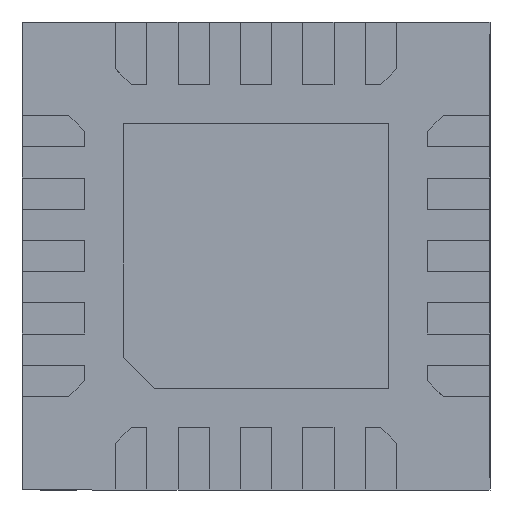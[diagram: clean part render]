
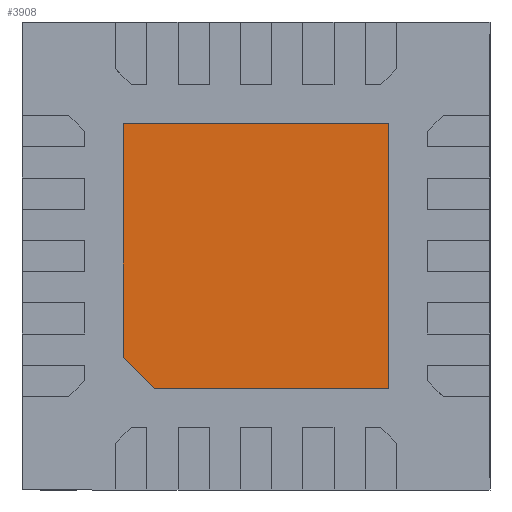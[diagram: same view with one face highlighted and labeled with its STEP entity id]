
A CAD part, front view. The second image highlights one B-rep face of the part: STEP entity #3908.
In plain terms, the highlighted planar face has unit normal (0, -1, 0).
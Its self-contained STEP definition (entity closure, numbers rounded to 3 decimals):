
#666 = EDGE_CURVE ( 'NONE', #6424, #3687, #6225, .T. ) ;
#789 = CARTESIAN_POINT ( 'NONE',  ( -0.85, 0., 0.85 ) ) ;
#2177 = ORIENTED_EDGE ( 'NONE', *, *, #6153, .T. ) ;
#2448 = DIRECTION ( 'NONE',  ( 0.707, 0., -0.707 ) ) ;
#2574 = CARTESIAN_POINT ( 'NONE',  ( -0.65, 0., -0.85 ) ) ;
#3337 = DIRECTION ( 'NONE',  ( 0., 0., -1. ) ) ;
#3687 = VERTEX_POINT ( 'NONE', #789 ) ;
#3908 = ADVANCED_FACE ( 'NONE', ( #12544 ), #9937, .T. ) ;
#4017 = CARTESIAN_POINT ( 'NONE',  ( -0.85, 0., -0.65 ) ) ;
#4029 = CARTESIAN_POINT ( 'NONE',  ( -0.65, 0., -0.85 ) ) ;
#4304 = CARTESIAN_POINT ( 'NONE',  ( -0.85, 0., -0.65 ) ) ;
#5070 = DIRECTION ( 'NONE',  ( -1., 0., 0. ) ) ;
#5108 = CARTESIAN_POINT ( 'NONE',  ( 0.85, 0., 0.85 ) ) ;
#5387 = CARTESIAN_POINT ( 'NONE',  ( 0.85, 0., 0.85 ) ) ;
#5444 = VECTOR ( 'NONE', #6037, 1000. ) ;
#5598 = ORIENTED_EDGE ( 'NONE', *, *, #666, .T. ) ;
#6037 = DIRECTION ( 'NONE',  ( 0., 0., 1. ) ) ;
#6153 = EDGE_CURVE ( 'NONE', #10830, #6255, #9265, .T. ) ;
#6225 = LINE ( 'NONE', #5387, #9156 ) ;
#6255 = VERTEX_POINT ( 'NONE', #8184 ) ;
#6405 = ORIENTED_EDGE ( 'NONE', *, *, #9383, .T. ) ;
#6424 = VERTEX_POINT ( 'NONE', #5108 ) ;
#6902 = CARTESIAN_POINT ( 'NONE',  ( 0.85, 0., -0.85 ) ) ;
#7820 = AXIS2_PLACEMENT_3D ( 'NONE', #11025, #7839, #3337 ) ;
#7839 = DIRECTION ( 'NONE',  ( 0., -1., 0. ) ) ;
#8184 = CARTESIAN_POINT ( 'NONE',  ( 0.85, 0., -0.85 ) ) ;
#8412 = EDGE_CURVE ( 'NONE', #3687, #9621, #13787, .T. ) ;
#8426 = CARTESIAN_POINT ( 'NONE',  ( 0.85, 0., -0.85 ) ) ;
#8704 = DIRECTION ( 'NONE',  ( 0., 0., -1. ) ) ;
#9156 = VECTOR ( 'NONE', #5070, 1000. ) ;
#9265 = LINE ( 'NONE', #8426, #12144 ) ;
#9383 = EDGE_CURVE ( 'NONE', #9621, #10830, #11703, .T. ) ;
#9587 = DIRECTION ( 'NONE',  ( 1., 0., 0. ) ) ;
#9621 = VERTEX_POINT ( 'NONE', #4017 ) ;
#9814 = ORIENTED_EDGE ( 'NONE', *, *, #8412, .T. ) ;
#9937 = PLANE ( 'NONE',  #7820 ) ;
#10047 = VECTOR ( 'NONE', #8704, 1000. ) ;
#10524 = ORIENTED_EDGE ( 'NONE', *, *, #11745, .T. ) ;
#10830 = VERTEX_POINT ( 'NONE', #4029 ) ;
#11025 = CARTESIAN_POINT ( 'NONE',  ( 0., 0., 0. ) ) ;
#11366 = VECTOR ( 'NONE', #2448, 1000. ) ;
#11459 = LINE ( 'NONE', #6902, #5444 ) ;
#11482 = EDGE_LOOP ( 'NONE', ( #9814, #6405, #2177, #10524, #5598 ) ) ;
#11703 = LINE ( 'NONE', #2574, #11366 ) ;
#11745 = EDGE_CURVE ( 'NONE', #6255, #6424, #11459, .T. ) ;
#12144 = VECTOR ( 'NONE', #9587, 1000. ) ;
#12544 = FACE_OUTER_BOUND ( 'NONE', #11482, .T. ) ;
#13787 = LINE ( 'NONE', #4304, #10047 ) ;
